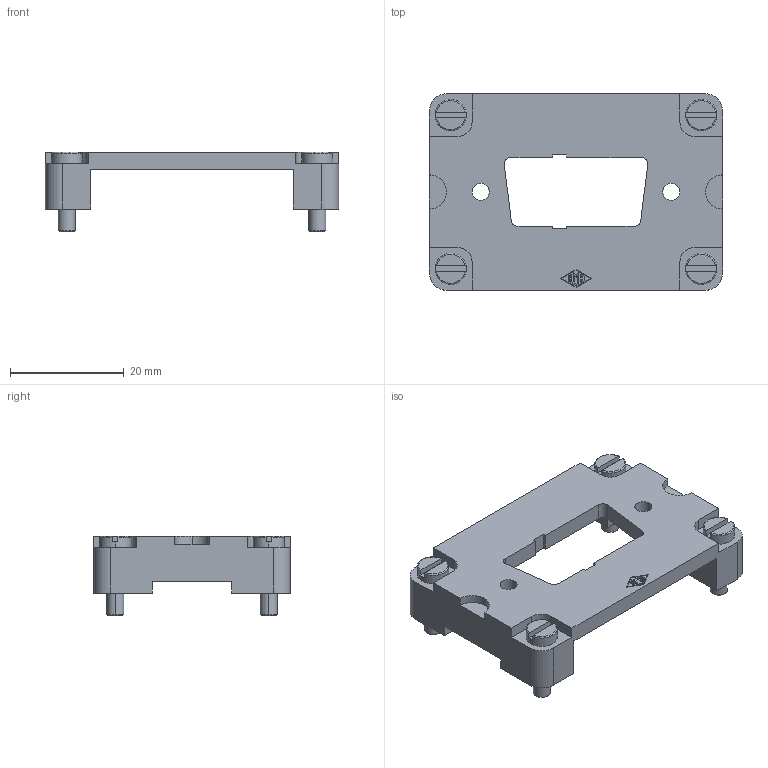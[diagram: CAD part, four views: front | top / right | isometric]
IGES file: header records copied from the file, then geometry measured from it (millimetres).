
Global section: file name: No Iges File Name specified; native system: AutoDesk Inventor R6.1; preprocessor: AutoDesk Inventor Iges Exporter R6.1; author: No Author specified; organization: No Organization specified; date: 20070102.173551; units: millimetre
Bounding box: 51.5 x 34.5 x 14 mm (x, y, z)
Volume: 6569.3 mm3; surface area: 5829.7 mm2
Topology: 1 solids, 1 shells, 195 faces, 517 edges, 342 vertices
Faces by surface type: plane 117, revolution 42, cylinder 20, cone 8, torus 8
